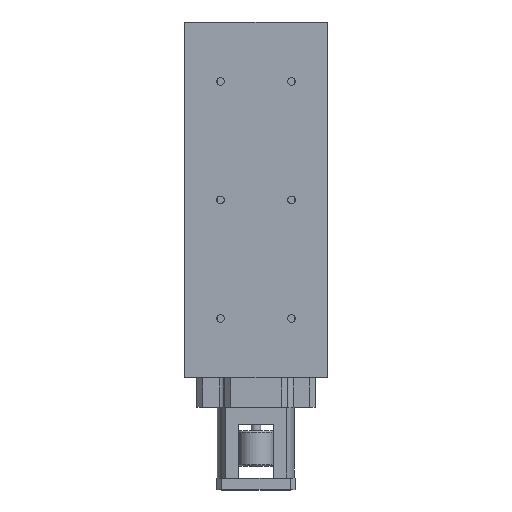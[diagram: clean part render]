
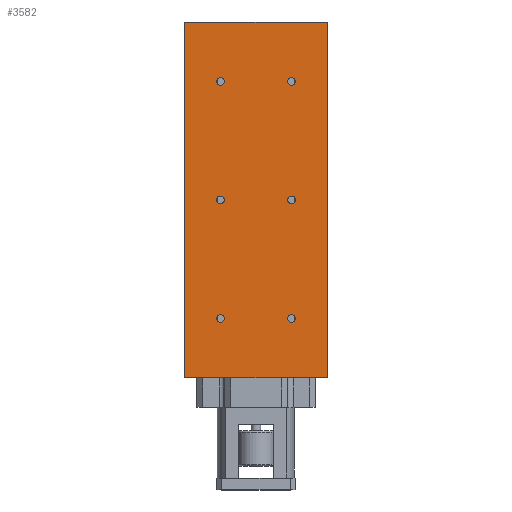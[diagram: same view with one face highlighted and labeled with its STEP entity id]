
A CAD part, top view. The second image highlights one B-rep face of the part: STEP entity #3582.
In plain terms, the highlighted planar face has unit normal (0, 0, 1).
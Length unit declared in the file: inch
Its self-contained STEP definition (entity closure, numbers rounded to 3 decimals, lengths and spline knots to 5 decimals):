
#2208=CARTESIAN_POINT('',(-0.668,0.,0.4128));
#2209=VERTEX_POINT('',#2208);
#2242=CARTESIAN_POINT('',(-0.832,0.,0.4128));
#2243=VERTEX_POINT('',#2242);
#2250=CARTESIAN_POINT('',(-0.75,0.,0.4128));
#2251=DIRECTION('',(0.0,0.0,-1.0));
#2252=DIRECTION('',(1.0,0.0,0.0));
#2253=AXIS2_PLACEMENT_3D('',#2250,#2251,#2252);
#2254=CIRCLE('',#2253,0.082);
#2255=EDGE_CURVE('',#2209,#2243,#2254,.T.);
#2288=CARTESIAN_POINT('',(0.832,5.,0.4128));
#2289=VERTEX_POINT('',#2288);
#2305=CARTESIAN_POINT('',(0.668,5.,0.4128));
#2306=VERTEX_POINT('',#2305);
#2313=CARTESIAN_POINT('',(0.75,5.,0.4128));
#2314=DIRECTION('',(0.0,0.0,-1.0));
#2315=DIRECTION('',(1.0,0.0,0.0));
#2316=AXIS2_PLACEMENT_3D('',#2313,#2314,#2315);
#2317=CIRCLE('',#2316,0.082);
#2318=EDGE_CURVE('',#2289,#2306,#2317,.T.);
#2351=CARTESIAN_POINT('',(0.832,0.,0.4128));
#2352=VERTEX_POINT('',#2351);
#2368=CARTESIAN_POINT('',(0.668,0.,0.4128));
#2369=VERTEX_POINT('',#2368);
#2376=CARTESIAN_POINT('',(0.75,0.,0.4128));
#2377=DIRECTION('',(0.0,0.0,-1.0));
#2378=DIRECTION('',(1.0,0.0,0.0));
#2379=AXIS2_PLACEMENT_3D('',#2376,#2377,#2378);
#2380=CIRCLE('',#2379,0.082);
#2381=EDGE_CURVE('',#2352,#2369,#2380,.T.);
#2414=CARTESIAN_POINT('',(-0.668,2.5,0.4128));
#2415=VERTEX_POINT('',#2414);
#2448=CARTESIAN_POINT('',(-0.832,2.5,0.4128));
#2449=VERTEX_POINT('',#2448);
#2456=CARTESIAN_POINT('',(-0.75,2.5,0.4128));
#2457=DIRECTION('',(0.0,0.0,-1.0));
#2458=DIRECTION('',(1.0,0.0,0.0));
#2459=AXIS2_PLACEMENT_3D('',#2456,#2457,#2458);
#2460=CIRCLE('',#2459,0.082);
#2461=EDGE_CURVE('',#2415,#2449,#2460,.T.);
#2494=CARTESIAN_POINT('',(0.832,2.5,0.4128));
#2495=VERTEX_POINT('',#2494);
#2511=CARTESIAN_POINT('',(0.668,2.5,0.4128));
#2512=VERTEX_POINT('',#2511);
#2519=CARTESIAN_POINT('',(0.75,2.5,0.4128));
#2520=DIRECTION('',(0.0,0.0,-1.0));
#2521=DIRECTION('',(1.0,0.0,0.0));
#2522=AXIS2_PLACEMENT_3D('',#2519,#2520,#2521);
#2523=CIRCLE('',#2522,0.082);
#2524=EDGE_CURVE('',#2495,#2512,#2523,.T.);
#2557=CARTESIAN_POINT('',(-0.668,5.,0.4128));
#2558=VERTEX_POINT('',#2557);
#2591=CARTESIAN_POINT('',(-0.832,5.,0.4128));
#2592=VERTEX_POINT('',#2591);
#2599=CARTESIAN_POINT('',(-0.75,5.,0.4128));
#2600=DIRECTION('',(0.0,0.0,-1.0));
#2601=DIRECTION('',(1.0,0.0,0.0));
#2602=AXIS2_PLACEMENT_3D('',#2599,#2600,#2601);
#2603=CIRCLE('',#2602,0.082);
#2604=EDGE_CURVE('',#2558,#2592,#2603,.T.);
#2636=CARTESIAN_POINT('',(-0.75,5.,0.4128));
#2637=DIRECTION('',(0.0,0.0,-1.0));
#2638=DIRECTION('',(1.0,0.0,0.0));
#2639=AXIS2_PLACEMENT_3D('',#2636,#2637,#2638);
#2640=CIRCLE('',#2639,0.082);
#2641=EDGE_CURVE('',#2592,#2558,#2640,.T.);
#2698=CARTESIAN_POINT('',(0.75,2.5,0.4128));
#2699=DIRECTION('',(0.0,0.0,-1.0));
#2700=DIRECTION('',(1.0,0.0,0.0));
#2701=AXIS2_PLACEMENT_3D('',#2698,#2699,#2700);
#2702=CIRCLE('',#2701,0.082);
#2703=EDGE_CURVE('',#2512,#2495,#2702,.T.);
#2752=CARTESIAN_POINT('',(-0.75,2.5,0.4128));
#2753=DIRECTION('',(0.0,0.0,-1.0));
#2754=DIRECTION('',(1.0,0.0,0.0));
#2755=AXIS2_PLACEMENT_3D('',#2752,#2753,#2754);
#2756=CIRCLE('',#2755,0.082);
#2757=EDGE_CURVE('',#2449,#2415,#2756,.T.);
#2814=CARTESIAN_POINT('',(0.75,0.,0.4128));
#2815=DIRECTION('',(0.0,0.0,-1.0));
#2816=DIRECTION('',(1.0,0.0,0.0));
#2817=AXIS2_PLACEMENT_3D('',#2814,#2815,#2816);
#2818=CIRCLE('',#2817,0.082);
#2819=EDGE_CURVE('',#2369,#2352,#2818,.T.);
#2868=CARTESIAN_POINT('',(0.75,5.,0.4128));
#2869=DIRECTION('',(0.0,0.0,-1.0));
#2870=DIRECTION('',(1.0,0.0,0.0));
#2871=AXIS2_PLACEMENT_3D('',#2868,#2869,#2870);
#2872=CIRCLE('',#2871,0.082);
#2873=EDGE_CURVE('',#2306,#2289,#2872,.T.);
#3035=CARTESIAN_POINT('',(-0.75,0.,0.4128));
#3036=DIRECTION('',(0.0,0.0,-1.0));
#3037=DIRECTION('',(1.0,0.0,0.0));
#3038=AXIS2_PLACEMENT_3D('',#3035,#3036,#3037);
#3039=CIRCLE('',#3038,0.082);
#3040=EDGE_CURVE('',#2243,#2209,#3039,.T.);
#3189=CARTESIAN_POINT('',(-1.5,6.25,0.4128));
#3190=VERTEX_POINT('',#3189);
#3197=CARTESIAN_POINT('',(1.5,6.25,0.4128));
#3198=VERTEX_POINT('',#3197);
#3199=CARTESIAN_POINT('',(1.5,6.25,0.4128));
#3200=DIRECTION('',(-1.0,0.0,0.0));
#3201=VECTOR('',#3200,3.0);
#3202=LINE('',#3199,#3201);
#3203=EDGE_CURVE('',#3198,#3190,#3202,.T.);
#3516=CARTESIAN_POINT('',(1.5,-1.25,0.4128));
#3517=VERTEX_POINT('',#3516);
#3518=CARTESIAN_POINT('',(1.5,-1.25,0.4128));
#3519=DIRECTION('',(0.0,1.0,0.0));
#3520=VECTOR('',#3519,7.5);
#3521=LINE('',#3518,#3520);
#3522=EDGE_CURVE('',#3517,#3198,#3521,.T.);
#3535=CARTESIAN_POINT('',(1.5,-1.25,0.4128));
#3536=DIRECTION('',(0.0,0.0,1.0));
#3537=DIRECTION('',(1.0,0.0,0.0));
#3538=AXIS2_PLACEMENT_3D('',#3535,#3536,#3537);
#3539=PLANE('',#3538);
#3540=CARTESIAN_POINT('',(-1.5,-1.25,0.4128));
#3541=VERTEX_POINT('',#3540);
#3542=CARTESIAN_POINT('',(-1.5,-1.25,0.4128));
#3543=DIRECTION('',(0.0,1.0,0.0));
#3544=VECTOR('',#3543,7.5);
#3545=LINE('',#3542,#3544);
#3546=EDGE_CURVE('',#3541,#3190,#3545,.T.);
#3547=ORIENTED_EDGE('',*,*,#3546,.F.);
#3548=CARTESIAN_POINT('',(-1.5,-1.25,0.4128));
#3549=DIRECTION('',(1.0,0.0,0.0));
#3550=VECTOR('',#3549,3.0);
#3551=LINE('',#3548,#3550);
#3552=EDGE_CURVE('',#3541,#3517,#3551,.T.);
#3553=ORIENTED_EDGE('',*,*,#3552,.T.);
#3554=ORIENTED_EDGE('',*,*,#3522,.T.);
#3555=ORIENTED_EDGE('',*,*,#3203,.T.);
#3556=EDGE_LOOP('',(#3547,#3553,#3554,#3555));
#3557=FACE_OUTER_BOUND('',#3556,.T.);
#3558=ORIENTED_EDGE('',*,*,#2604,.T.);
#3559=ORIENTED_EDGE('',*,*,#2641,.T.);
#3560=EDGE_LOOP('',(#3558,#3559));
#3561=FACE_BOUND('',#3560,.T.);
#3562=ORIENTED_EDGE('',*,*,#2524,.T.);
#3563=ORIENTED_EDGE('',*,*,#2703,.T.);
#3564=EDGE_LOOP('',(#3562,#3563));
#3565=FACE_BOUND('',#3564,.T.);
#3566=ORIENTED_EDGE('',*,*,#2461,.T.);
#3567=ORIENTED_EDGE('',*,*,#2757,.T.);
#3568=EDGE_LOOP('',(#3566,#3567));
#3569=FACE_BOUND('',#3568,.T.);
#3570=ORIENTED_EDGE('',*,*,#2381,.T.);
#3571=ORIENTED_EDGE('',*,*,#2819,.T.);
#3572=EDGE_LOOP('',(#3570,#3571));
#3573=FACE_BOUND('',#3572,.T.);
#3574=ORIENTED_EDGE('',*,*,#2318,.T.);
#3575=ORIENTED_EDGE('',*,*,#2873,.T.);
#3576=EDGE_LOOP('',(#3574,#3575));
#3577=FACE_BOUND('',#3576,.T.);
#3578=ORIENTED_EDGE('',*,*,#2255,.T.);
#3579=ORIENTED_EDGE('',*,*,#3040,.T.);
#3580=EDGE_LOOP('',(#3578,#3579));
#3581=FACE_BOUND('',#3580,.T.);
#3582=ADVANCED_FACE('',(#3557,#3561,#3565,#3569,#3573,#3577,#3581),#3539,.T.);
